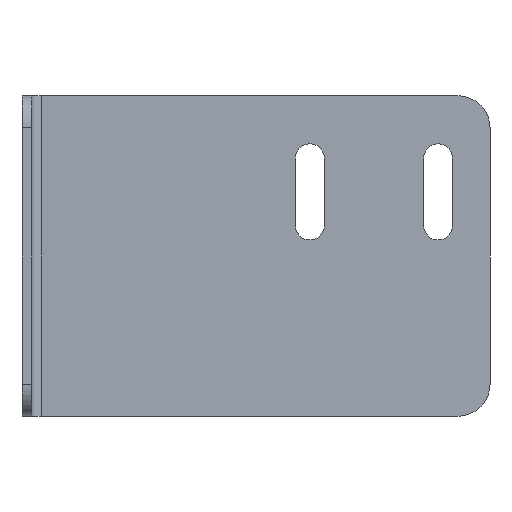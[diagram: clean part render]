
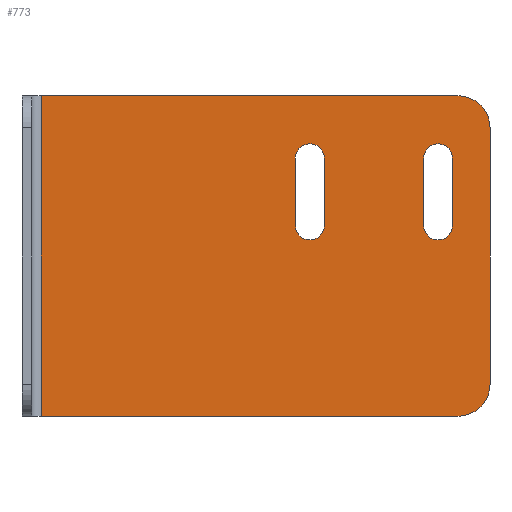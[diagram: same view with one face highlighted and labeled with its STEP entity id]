
A CAD part, front view. The second image highlights one B-rep face of the part: STEP entity #773.
In plain terms, the highlighted planar face has unit normal (0, -1, 0).
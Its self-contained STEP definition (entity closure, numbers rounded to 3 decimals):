
#3 = EDGE_LOOP ( 'NONE', ( #400, #943, #932, #565, #47 ) ) ;
#6 = EDGE_CURVE ( 'NONE', #1019, #778, #80, .T. ) ;
#12 = EDGE_CURVE ( 'NONE', #357, #505, #155, .T. ) ;
#24 = ORIENTED_EDGE ( 'NONE', *, *, #841, .T. ) ;
#39 = CARTESIAN_POINT ( 'NONE',  ( 3., -1.5, 50. ) ) ;
#42 = ORIENTED_EDGE ( 'NONE', *, *, #491, .F. ) ;
#47 = ORIENTED_EDGE ( 'NONE', *, *, #632, .F. ) ;
#48 = VECTOR ( 'NONE', #751, 1000. ) ;
#54 = VERTEX_POINT ( 'NONE', #963 ) ;
#68 = DIRECTION ( 'NONE',  ( 0., 0., 1. ) ) ;
#71 = CARTESIAN_POINT ( 'NONE',  ( 68., -1.5, 45. ) ) ;
#80 = LINE ( 'NONE', #551, #234 ) ;
#95 = ORIENTED_EDGE ( 'NONE', *, *, #377, .F. ) ;
#101 = CARTESIAN_POINT ( 'NONE',  ( 3., -1.5, 50. ) ) ;
#111 = LINE ( 'NONE', #430, #896 ) ;
#123 = DIRECTION ( 'NONE',  ( 0., -1., 0. ) ) ;
#126 = FACE_BOUND ( 'NONE', #3, .T. ) ;
#127 = LINE ( 'NONE', #939, #452 ) ;
#129 = VECTOR ( 'NONE', #725, 1000. ) ;
#137 = DIRECTION ( 'NONE',  ( 1., 0., 0. ) ) ;
#145 = EDGE_CURVE ( 'NONE', #221, #1019, #682, .T. ) ;
#153 = DIRECTION ( 'NONE',  ( 0., -1., 0. ) ) ;
#154 = EDGE_CURVE ( 'NONE', #625, #276, #111, .T. ) ;
#155 = LINE ( 'NONE', #650, #166 ) ;
#163 = AXIS2_PLACEMENT_3D ( 'NONE', #791, #153, #247 ) ;
#164 = VERTEX_POINT ( 'NONE', #748 ) ;
#166 = VECTOR ( 'NONE', #472, 1000. ) ;
#180 = VECTOR ( 'NONE', #836, 1000. ) ;
#194 = CARTESIAN_POINT ( 'NONE',  ( 42.65, -1.5, 50. ) ) ;
#202 = DIRECTION ( 'NONE',  ( 0., -1., 0. ) ) ;
#203 = VERTEX_POINT ( 'NONE', #596 ) ;
#205 = DIRECTION ( 'NONE',  ( 0., -1., 0. ) ) ;
#218 = EDGE_CURVE ( 'NONE', #778, #54, #761, .T. ) ;
#221 = VERTEX_POINT ( 'NONE', #349 ) ;
#227 = CARTESIAN_POINT ( 'NONE',  ( 47.15, -1.5, 40.25 ) ) ;
#229 = EDGE_CURVE ( 'NONE', #54, #784, #127, .T. ) ;
#234 = VECTOR ( 'NONE', #886, 1000. ) ;
#247 = DIRECTION ( 'NONE',  ( 1., 0., 0. ) ) ;
#251 = VERTEX_POINT ( 'NONE', #227 ) ;
#252 = DIRECTION ( 'NONE',  ( 0., -1., 0. ) ) ;
#258 = DIRECTION ( 'NONE',  ( 1., 0., 0. ) ) ;
#262 = LINE ( 'NONE', #101, #480 ) ;
#265 = AXIS2_PLACEMENT_3D ( 'NONE', #445, #843, #458 ) ;
#270 = CARTESIAN_POINT ( 'NONE',  ( 64.9, -1.5, 40.25 ) ) ;
#276 = VERTEX_POINT ( 'NONE', #762 ) ;
#292 = VERTEX_POINT ( 'NONE', #463 ) ;
#311 = CARTESIAN_POINT ( 'NONE',  ( 67.15, -1.5, 40.25 ) ) ;
#314 = DIRECTION ( 'NONE',  ( 1., 0., 0. ) ) ;
#321 = DIRECTION ( 'NONE',  ( 1., 0., 0. ) ) ;
#329 = VERTEX_POINT ( 'NONE', #446 ) ;
#331 = LINE ( 'NONE', #805, #129 ) ;
#332 = AXIS2_PLACEMENT_3D ( 'NONE', #394, #252, #321 ) ;
#339 = LINE ( 'NONE', #194, #48 ) ;
#349 = CARTESIAN_POINT ( 'NONE',  ( 64.9, -1.5, 42.5 ) ) ;
#357 = VERTEX_POINT ( 'NONE', #1010 ) ;
#363 = DIRECTION ( 'NONE',  ( 0., 0., -1. ) ) ;
#371 = ORIENTED_EDGE ( 'NONE', *, *, #510, .F. ) ;
#377 = EDGE_CURVE ( 'NONE', #292, #251, #331, .T. ) ;
#394 = CARTESIAN_POINT ( 'NONE',  ( 73., -1.5, 50. ) ) ;
#397 = AXIS2_PLACEMENT_3D ( 'NONE', #71, #1026, #314 ) ;
#400 = ORIENTED_EDGE ( 'NONE', *, *, #229, .F. ) ;
#421 = DIRECTION ( 'NONE',  ( 0., 0., -1. ) ) ;
#425 = CARTESIAN_POINT ( 'NONE',  ( 62.65, -1.5, 40.25 ) ) ;
#428 = ORIENTED_EDGE ( 'NONE', *, *, #626, .T. ) ;
#430 = CARTESIAN_POINT ( 'NONE',  ( 73., -1.5, 50. ) ) ;
#433 = ORIENTED_EDGE ( 'NONE', *, *, #688, .F. ) ;
#445 = CARTESIAN_POINT ( 'NONE',  ( 44.9, -1.5, 40.25 ) ) ;
#446 = CARTESIAN_POINT ( 'NONE',  ( 3., -1.5, 0. ) ) ;
#450 = CIRCLE ( 'NONE', #163, 2.25 ) ;
#452 = VECTOR ( 'NONE', #68, 1000. ) ;
#458 = DIRECTION ( 'NONE',  ( 1., 0., 0. ) ) ;
#460 = ORIENTED_EDGE ( 'NONE', *, *, #12, .T. ) ;
#463 = CARTESIAN_POINT ( 'NONE',  ( 47.15, -1.5, 29.75 ) ) ;
#471 = EDGE_CURVE ( 'NONE', #887, #292, #450, .T. ) ;
#472 = DIRECTION ( 'NONE',  ( -1., 0., 0. ) ) ;
#480 = VECTOR ( 'NONE', #421, 1000. ) ;
#484 = ORIENTED_EDGE ( 'NONE', *, *, #154, .F. ) ;
#491 = EDGE_CURVE ( 'NONE', #921, #329, #519, .T. ) ;
#505 = VERTEX_POINT ( 'NONE', #39 ) ;
#510 = EDGE_CURVE ( 'NONE', #203, #164, #942, .T. ) ;
#512 = CARTESIAN_POINT ( 'NONE',  ( 73., -1.5, 0. ) ) ;
#519 = LINE ( 'NONE', #512, #180 ) ;
#524 = DIRECTION ( 'NONE',  ( 1., 0., 0. ) ) ;
#539 = CARTESIAN_POINT ( 'NONE',  ( 64.9, -1.5, 40.25 ) ) ;
#551 = CARTESIAN_POINT ( 'NONE',  ( 62.65, -1.5, 50. ) ) ;
#565 = ORIENTED_EDGE ( 'NONE', *, *, #145, .F. ) ;
#567 = CARTESIAN_POINT ( 'NONE',  ( 68., -1.5, 0. ) ) ;
#592 = EDGE_CURVE ( 'NONE', #164, #887, #339, .T. ) ;
#596 = CARTESIAN_POINT ( 'NONE',  ( 44.9, -1.5, 42.5 ) ) ;
#597 = AXIS2_PLACEMENT_3D ( 'NONE', #539, #853, #137 ) ;
#602 = CARTESIAN_POINT ( 'NONE',  ( 68., -1.5, 5. ) ) ;
#619 = ORIENTED_EDGE ( 'NONE', *, *, #471, .F. ) ;
#625 = VERTEX_POINT ( 'NONE', #816 ) ;
#626 = EDGE_CURVE ( 'NONE', #505, #329, #262, .T. ) ;
#631 = CIRCLE ( 'NONE', #397, 5. ) ;
#632 = EDGE_CURVE ( 'NONE', #784, #221, #645, .T. ) ;
#641 = CARTESIAN_POINT ( 'NONE',  ( 42.65, -1.5, 29.75 ) ) ;
#645 = CIRCLE ( 'NONE', #597, 2.25 ) ;
#650 = CARTESIAN_POINT ( 'NONE',  ( 73., -1.5, 50. ) ) ;
#673 = DIRECTION ( 'NONE',  ( 1., 0., 0. ) ) ;
#681 = AXIS2_PLACEMENT_3D ( 'NONE', #740, #911, #673 ) ;
#682 = CIRCLE ( 'NONE', #765, 2.25 ) ;
#688 = EDGE_CURVE ( 'NONE', #251, #203, #1016, .T. ) ;
#719 = FACE_OUTER_BOUND ( 'NONE', #882, .T. ) ;
#725 = DIRECTION ( 'NONE',  ( 0., 0., 1. ) ) ;
#740 = CARTESIAN_POINT ( 'NONE',  ( 44.9, -1.5, 40.25 ) ) ;
#744 = AXIS2_PLACEMENT_3D ( 'NONE', #823, #123, #258 ) ;
#748 = CARTESIAN_POINT ( 'NONE',  ( 42.65, -1.5, 40.25 ) ) ;
#751 = DIRECTION ( 'NONE',  ( 0., 0., -1. ) ) ;
#761 = CIRCLE ( 'NONE', #744, 2.25 ) ;
#762 = CARTESIAN_POINT ( 'NONE',  ( 73., -1.5, 5. ) ) ;
#765 = AXIS2_PLACEMENT_3D ( 'NONE', #270, #202, #913 ) ;
#768 = EDGE_CURVE ( 'NONE', #921, #276, #958, .T. ) ;
#773 = ADVANCED_FACE ( 'NONE', ( #126, #804, #719 ), #945, .T. ) ;
#778 = VERTEX_POINT ( 'NONE', #955 ) ;
#783 = AXIS2_PLACEMENT_3D ( 'NONE', #602, #205, #524 ) ;
#784 = VERTEX_POINT ( 'NONE', #311 ) ;
#789 = ORIENTED_EDGE ( 'NONE', *, *, #768, .T. ) ;
#791 = CARTESIAN_POINT ( 'NONE',  ( 44.9, -1.5, 29.75 ) ) ;
#804 = FACE_BOUND ( 'NONE', #967, .T. ) ;
#805 = CARTESIAN_POINT ( 'NONE',  ( 47.15, -1.5, 50. ) ) ;
#816 = CARTESIAN_POINT ( 'NONE',  ( 73., -1.5, 45. ) ) ;
#823 = CARTESIAN_POINT ( 'NONE',  ( 64.9, -1.5, 29.75 ) ) ;
#836 = DIRECTION ( 'NONE',  ( -1., 0., 0. ) ) ;
#841 = EDGE_CURVE ( 'NONE', #625, #357, #631, .T. ) ;
#843 = DIRECTION ( 'NONE',  ( 0., -1., 0. ) ) ;
#853 = DIRECTION ( 'NONE',  ( 0., -1., 0. ) ) ;
#877 = ORIENTED_EDGE ( 'NONE', *, *, #592, .F. ) ;
#882 = EDGE_LOOP ( 'NONE', ( #484, #24, #460, #428, #42, #789 ) ) ;
#886 = DIRECTION ( 'NONE',  ( 0., 0., -1. ) ) ;
#887 = VERTEX_POINT ( 'NONE', #641 ) ;
#896 = VECTOR ( 'NONE', #363, 1000. ) ;
#911 = DIRECTION ( 'NONE',  ( 0., -1., 0. ) ) ;
#913 = DIRECTION ( 'NONE',  ( 1., 0., 0. ) ) ;
#921 = VERTEX_POINT ( 'NONE', #567 ) ;
#932 = ORIENTED_EDGE ( 'NONE', *, *, #6, .F. ) ;
#939 = CARTESIAN_POINT ( 'NONE',  ( 67.15, -1.5, 50. ) ) ;
#942 = CIRCLE ( 'NONE', #681, 2.25 ) ;
#943 = ORIENTED_EDGE ( 'NONE', *, *, #218, .F. ) ;
#945 = PLANE ( 'NONE',  #332 ) ;
#955 = CARTESIAN_POINT ( 'NONE',  ( 62.65, -1.5, 29.75 ) ) ;
#958 = CIRCLE ( 'NONE', #783, 5. ) ;
#963 = CARTESIAN_POINT ( 'NONE',  ( 67.15, -1.5, 29.75 ) ) ;
#967 = EDGE_LOOP ( 'NONE', ( #877, #371, #433, #95, #619 ) ) ;
#1010 = CARTESIAN_POINT ( 'NONE',  ( 68., -1.5, 50. ) ) ;
#1016 = CIRCLE ( 'NONE', #265, 2.25 ) ;
#1019 = VERTEX_POINT ( 'NONE', #425 ) ;
#1026 = DIRECTION ( 'NONE',  ( 0., -1., 0. ) ) ;
